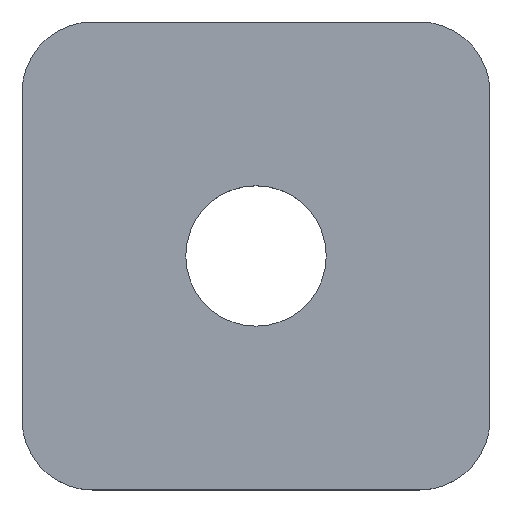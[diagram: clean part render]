
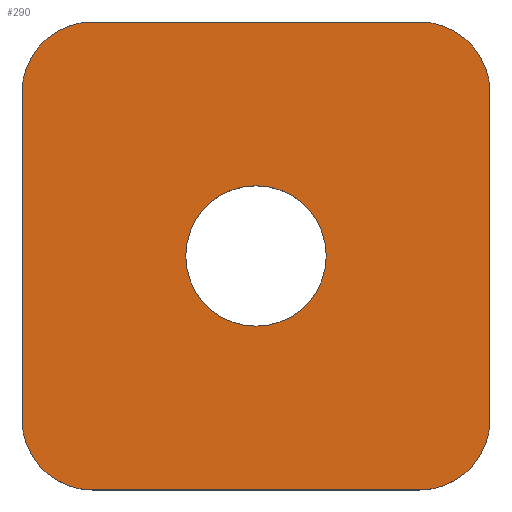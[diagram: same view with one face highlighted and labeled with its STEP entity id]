
A CAD part, top view. The second image highlights one B-rep face of the part: STEP entity #290.
In plain terms, the highlighted planar face has unit normal (0, 0, 1).
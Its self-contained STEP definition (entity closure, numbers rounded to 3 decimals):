
#6 = DIRECTION ( 'NONE',  ( 0., 0., 1. ) ) ;
#17 = CARTESIAN_POINT ( 'NONE',  ( 22.5, 150., 10. ) ) ;
#21 = DIRECTION ( 'NONE',  ( 1., 0., 0. ) ) ;
#22 = VECTOR ( 'NONE', #300, 1000. ) ;
#25 = CARTESIAN_POINT ( 'NONE',  ( 127.5, 150., 10. ) ) ;
#28 = FACE_OUTER_BOUND ( 'NONE', #105, .T. ) ;
#29 = ORIENTED_EDGE ( 'NONE', *, *, #213, .T. ) ;
#31 = DIRECTION ( 'NONE',  ( 0., 0., -1. ) ) ;
#34 = CARTESIAN_POINT ( 'NONE',  ( 150., 0., 10. ) ) ;
#35 = ORIENTED_EDGE ( 'NONE', *, *, #416, .T. ) ;
#45 = EDGE_CURVE ( 'NONE', #96, #402, #51, .T. ) ;
#49 = EDGE_CURVE ( 'NONE', #324, #63, #90, .T. ) ;
#51 = LINE ( 'NONE', #156, #384 ) ;
#54 = DIRECTION ( 'NONE',  ( -1., 0., 0. ) ) ;
#55 = CARTESIAN_POINT ( 'NONE',  ( 127.5, 22.5, 10. ) ) ;
#61 = AXIS2_PLACEMENT_3D ( 'NONE', #209, #6, #314 ) ;
#63 = VERTEX_POINT ( 'NONE', #25 ) ;
#69 = DIRECTION ( 'NONE',  ( -1., 0., 0. ) ) ;
#72 = VERTEX_POINT ( 'NONE', #17 ) ;
#77 = CARTESIAN_POINT ( 'NONE',  ( 127.5, 0., 10. ) ) ;
#90 = CIRCLE ( 'NONE', #181, 22.5 ) ;
#92 = CARTESIAN_POINT ( 'NONE',  ( 0., 127.5, 10. ) ) ;
#96 = VERTEX_POINT ( 'NONE', #92 ) ;
#105 = EDGE_LOOP ( 'NONE', ( #35, #448, #223, #200, #29, #338, #240, #368 ) ) ;
#110 = AXIS2_PLACEMENT_3D ( 'NONE', #55, #303, #125 ) ;
#114 = EDGE_CURVE ( 'NONE', #401, #203, #366, .T. ) ;
#119 = EDGE_CURVE ( 'NONE', #423, #233, #302, .T. ) ;
#123 = CARTESIAN_POINT ( 'NONE',  ( 22.5, 0., 10. ) ) ;
#125 = DIRECTION ( 'NONE',  ( -1., 0., 0. ) ) ;
#132 = CARTESIAN_POINT ( 'NONE',  ( 150., 127.5, 10. ) ) ;
#138 = DIRECTION ( 'NONE',  ( 0., 1., 0. ) ) ;
#156 = CARTESIAN_POINT ( 'NONE',  ( 0., 0., 10. ) ) ;
#161 = CARTESIAN_POINT ( 'NONE',  ( 75., 75., 10. ) ) ;
#163 = PLANE ( 'NONE',  #285 ) ;
#164 = VERTEX_POINT ( 'NONE', #123 ) ;
#176 = CARTESIAN_POINT ( 'NONE',  ( 0., 22.5, 10. ) ) ;
#178 = CARTESIAN_POINT ( 'NONE',  ( 52.5, 75., 10. ) ) ;
#181 = AXIS2_PLACEMENT_3D ( 'NONE', #328, #336, #54 ) ;
#189 = CIRCLE ( 'NONE', #273, 22.5 ) ;
#193 = CARTESIAN_POINT ( 'NONE',  ( 97.5, 75., 10. ) ) ;
#198 = LINE ( 'NONE', #34, #437 ) ;
#200 = ORIENTED_EDGE ( 'NONE', *, *, #446, .T. ) ;
#201 = DIRECTION ( 'NONE',  ( 0., 0., 1. ) ) ;
#202 = CIRCLE ( 'NONE', #449, 22.5 ) ;
#203 = VERTEX_POINT ( 'NONE', #193 ) ;
#204 = DIRECTION ( 'NONE',  ( -1., 0., 0. ) ) ;
#209 = CARTESIAN_POINT ( 'NONE',  ( 22.5, 22.5, 10. ) ) ;
#213 = EDGE_CURVE ( 'NONE', #164, #423, #407, .T. ) ;
#223 = ORIENTED_EDGE ( 'NONE', *, *, #45, .T. ) ;
#233 = VERTEX_POINT ( 'NONE', #311 ) ;
#240 = ORIENTED_EDGE ( 'NONE', *, *, #283, .T. ) ;
#242 = DIRECTION ( 'NONE',  ( 1., 0., 0. ) ) ;
#244 = AXIS2_PLACEMENT_3D ( 'NONE', #161, #326, #21 ) ;
#245 = ORIENTED_EDGE ( 'NONE', *, *, #114, .F. ) ;
#247 = DIRECTION ( 'NONE',  ( 0., 0., 1. ) ) ;
#273 = AXIS2_PLACEMENT_3D ( 'NONE', #356, #247, #242 ) ;
#274 = ORIENTED_EDGE ( 'NONE', *, *, #432, .F. ) ;
#275 = FACE_BOUND ( 'NONE', #350, .T. ) ;
#283 = EDGE_CURVE ( 'NONE', #233, #324, #198, .T. ) ;
#285 = AXIS2_PLACEMENT_3D ( 'NONE', #349, #31, #69 ) ;
#290 = ADVANCED_FACE ( 'NONE', ( #28, #275 ), #163, .F. ) ;
#300 = DIRECTION ( 'NONE',  ( 1., 0., 0. ) ) ;
#301 = DIRECTION ( 'NONE',  ( 0., -1., 0. ) ) ;
#302 = CIRCLE ( 'NONE', #110, 22.5 ) ;
#303 = DIRECTION ( 'NONE',  ( 0., 0., 1. ) ) ;
#311 = CARTESIAN_POINT ( 'NONE',  ( 150., 22.5, 10. ) ) ;
#314 = DIRECTION ( 'NONE',  ( -1., 0., 0. ) ) ;
#324 = VERTEX_POINT ( 'NONE', #132 ) ;
#326 = DIRECTION ( 'NONE',  ( 0., 0., 1. ) ) ;
#328 = CARTESIAN_POINT ( 'NONE',  ( 127.5, 127.5, 10. ) ) ;
#329 = VECTOR ( 'NONE', #392, 1000. ) ;
#333 = CARTESIAN_POINT ( 'NONE',  ( 0., 0., 10. ) ) ;
#336 = DIRECTION ( 'NONE',  ( 0., 0., 1. ) ) ;
#338 = ORIENTED_EDGE ( 'NONE', *, *, #119, .T. ) ;
#349 = CARTESIAN_POINT ( 'NONE',  ( 0., 0., 10. ) ) ;
#350 = EDGE_LOOP ( 'NONE', ( #245, #274 ) ) ;
#353 = EDGE_CURVE ( 'NONE', #72, #96, #202, .T. ) ;
#355 = CARTESIAN_POINT ( 'NONE',  ( 0., 150., 10. ) ) ;
#356 = CARTESIAN_POINT ( 'NONE',  ( 75., 75., 10. ) ) ;
#366 = CIRCLE ( 'NONE', #244, 22.5 ) ;
#368 = ORIENTED_EDGE ( 'NONE', *, *, #49, .T. ) ;
#382 = CARTESIAN_POINT ( 'NONE',  ( 22.5, 127.5, 10. ) ) ;
#384 = VECTOR ( 'NONE', #301, 1000. ) ;
#390 = LINE ( 'NONE', #355, #329 ) ;
#392 = DIRECTION ( 'NONE',  ( -1., 0., 0. ) ) ;
#401 = VERTEX_POINT ( 'NONE', #178 ) ;
#402 = VERTEX_POINT ( 'NONE', #176 ) ;
#407 = LINE ( 'NONE', #333, #22 ) ;
#416 = EDGE_CURVE ( 'NONE', #63, #72, #390, .T. ) ;
#423 = VERTEX_POINT ( 'NONE', #77 ) ;
#431 = CIRCLE ( 'NONE', #61, 22.5 ) ;
#432 = EDGE_CURVE ( 'NONE', #203, #401, #189, .T. ) ;
#437 = VECTOR ( 'NONE', #138, 1000. ) ;
#446 = EDGE_CURVE ( 'NONE', #402, #164, #431, .T. ) ;
#448 = ORIENTED_EDGE ( 'NONE', *, *, #353, .T. ) ;
#449 = AXIS2_PLACEMENT_3D ( 'NONE', #382, #201, #204 ) ;
